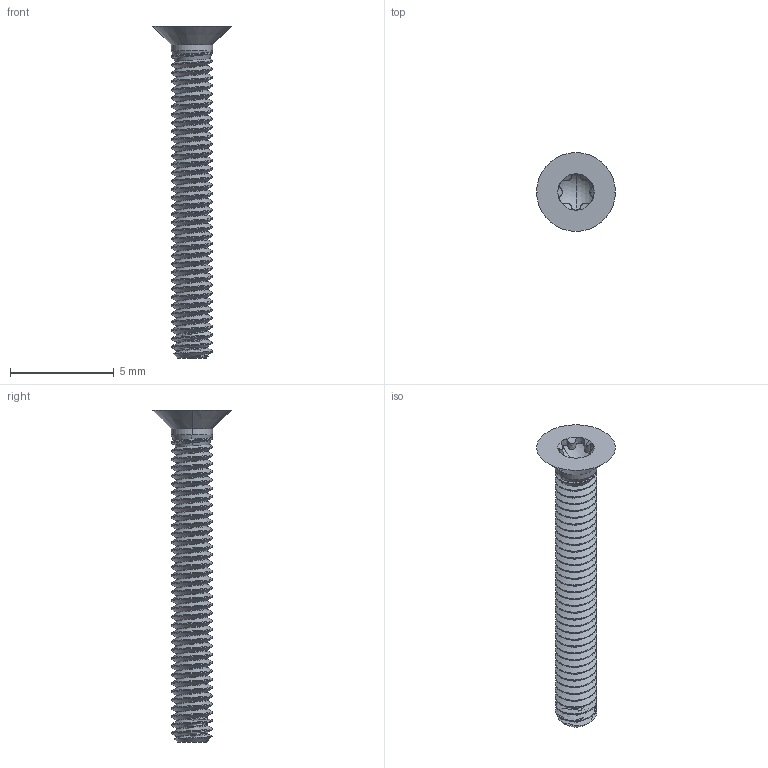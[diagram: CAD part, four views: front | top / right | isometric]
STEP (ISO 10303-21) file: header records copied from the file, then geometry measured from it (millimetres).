
FILE_DESCRIPTION (( 'STEP AP203' ), '1' );
FILE_NAME ('90236A108_Zinc-Plated Alloy Steel Torx Flat Head Screws.STEP', '2022-04-15T18:59:20', ( 'Administrator' ), ( 'Managed by Terraform' ), 'SwSTEP 2.0', 'SolidWorks 2017', '' );
FILE_SCHEMA (( 'CONFIG_CONTROL_DESIGN' ));
Length unit declared in the file: millimetre
Products named in the file (1): 90236A108_Zinc-Plated Alloy Steel Torx Flat Head Screws
Bounding box: 3.8 x 3.8 x 16 mm (x, y, z)
Volume: 41.7 mm3; surface area: 169.3 mm2
Topology: 1 solids, 1 shells, 111 faces, 314 edges, 206 vertices
Faces by surface type: cylinder 75, cone 17, bspline 15, sphere 2, plane 2
Entity records: 8633 total; most frequent: CARTESIAN_POINT 6266, ORIENTED_EDGE 628, DIRECTION 329, EDGE_CURVE 314, VERTEX_POINT 206, AXIS2_PLACEMENT_3D 116, EDGE_LOOP 112, ADVANCED_FACE 111
